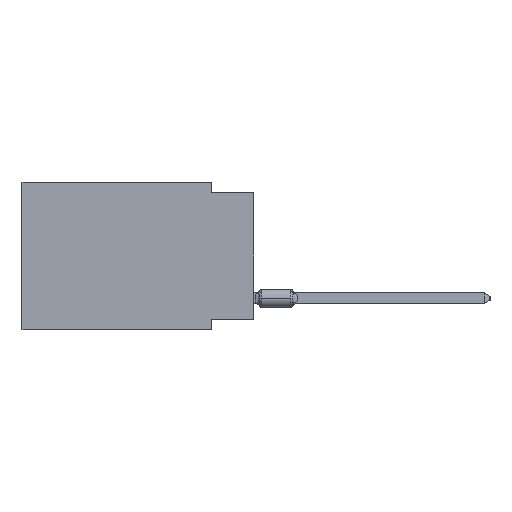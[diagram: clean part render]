
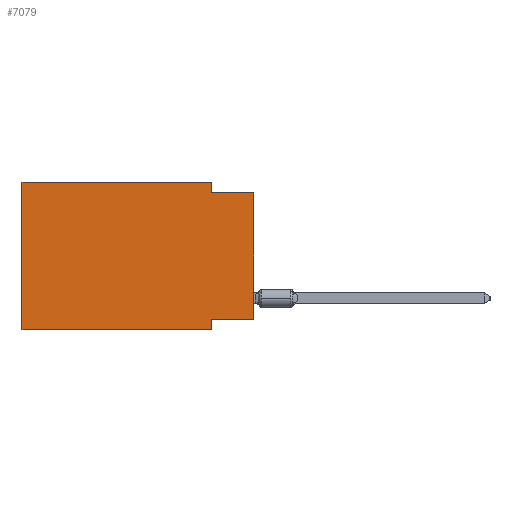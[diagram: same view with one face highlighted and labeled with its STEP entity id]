
A CAD part, left-side view. The second image highlights one B-rep face of the part: STEP entity #7079.
In plain terms, the highlighted planar face has unit normal (-1, 0, 0).
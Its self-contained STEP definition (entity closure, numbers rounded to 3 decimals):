
#2131 = ORIENTED_EDGE ( 'NONE', *, *, #49839, .T. ) ;
#2429 = VECTOR ( 'NONE', #26906, 1000. ) ;
#3921 = CARTESIAN_POINT ( 'NONE',  ( 0., 0., -0.635 ) ) ;
#5096 = CARTESIAN_POINT ( 'NONE',  ( 0., 2.54, -8.89 ) ) ;
#6357 = DIRECTION ( 'NONE',  ( 0., -1., 0. ) ) ;
#7036 = EDGE_CURVE ( 'NONE', #14799, #45876, #40354, .T. ) ;
#7079 = ADVANCED_FACE ( 'NONE', ( #81648 ), #22068, .F. ) ;
#7467 = LINE ( 'NONE', #33977, #85839 ) ;
#13511 = EDGE_CURVE ( 'NONE', #14855, #14799, #24394, .T. ) ;
#14799 = VERTEX_POINT ( 'NONE', #62784 ) ;
#14855 = VERTEX_POINT ( 'NONE', #58407 ) ;
#20809 = LINE ( 'NONE', #66044, #2429 ) ;
#21488 = VECTOR ( 'NONE', #6357, 1000. ) ;
#22068 = PLANE ( 'NONE',  #60587 ) ;
#22512 = CARTESIAN_POINT ( 'NONE',  ( 0., 2.54, -8.89 ) ) ;
#24136 = EDGE_CURVE ( 'NONE', #34955, #75498, #82107, .T. ) ;
#24394 = LINE ( 'NONE', #69226, #69239 ) ;
#26183 = ORIENTED_EDGE ( 'NONE', *, *, #31697, .T. ) ;
#26906 = DIRECTION ( 'NONE',  ( 0., 0., 1. ) ) ;
#27889 = ORIENTED_EDGE ( 'NONE', *, *, #53177, .F. ) ;
#31184 = DIRECTION ( 'NONE',  ( 0., 0., -1. ) ) ;
#31697 = EDGE_CURVE ( 'NONE', #47553, #55550, #20809, .T. ) ;
#32559 = EDGE_CURVE ( 'NONE', #47553, #34955, #7467, .T. ) ;
#33044 = EDGE_CURVE ( 'NONE', #45876, #55550, #56457, .T. ) ;
#33841 = ORIENTED_EDGE ( 'NONE', *, *, #7036, .F. ) ;
#33977 = CARTESIAN_POINT ( 'NONE',  ( 0., 0., -8.255 ) ) ;
#34385 = EDGE_LOOP ( 'NONE', ( #26183, #35293, #33841, #72078, #27889, #2131, #57231, #85828 ) ) ;
#34955 = VERTEX_POINT ( 'NONE', #75338 ) ;
#35293 = ORIENTED_EDGE ( 'NONE', *, *, #33044, .F. ) ;
#38617 = VECTOR ( 'NONE', #49492, 1000. ) ;
#40354 = LINE ( 'NONE', #68166, #59228 ) ;
#40506 = CARTESIAN_POINT ( 'NONE',  ( 0., 13.97, 0. ) ) ;
#41102 = CARTESIAN_POINT ( 'NONE',  ( 0., 0., -8.255 ) ) ;
#42271 = DIRECTION ( 'NONE',  ( 0., -1., 0. ) ) ;
#44712 = VERTEX_POINT ( 'NONE', #68774 ) ;
#45715 = VECTOR ( 'NONE', #74423, 1000. ) ;
#45876 = VERTEX_POINT ( 'NONE', #60982 ) ;
#47553 = VERTEX_POINT ( 'NONE', #41102 ) ;
#48320 = DIRECTION ( 'NONE',  ( 0., 1., 0. ) ) ;
#48590 = CARTESIAN_POINT ( 'NONE',  ( 0., 13.97, 0. ) ) ;
#49492 = DIRECTION ( 'NONE',  ( 0., -1., 0. ) ) ;
#49839 = EDGE_CURVE ( 'NONE', #44712, #75498, #60246, .T. ) ;
#53177 = EDGE_CURVE ( 'NONE', #44712, #14855, #73558, .T. ) ;
#55550 = VERTEX_POINT ( 'NONE', #3921 ) ;
#56457 = LINE ( 'NONE', #83412, #38617 ) ;
#57231 = ORIENTED_EDGE ( 'NONE', *, *, #24136, .F. ) ;
#58407 = CARTESIAN_POINT ( 'NONE',  ( 0., 13.97, 0. ) ) ;
#59228 = VECTOR ( 'NONE', #74261, 1000. ) ;
#60246 = LINE ( 'NONE', #79394, #21488 ) ;
#60587 = AXIS2_PLACEMENT_3D ( 'NONE', #48590, #80785, #75110 ) ;
#60982 = CARTESIAN_POINT ( 'NONE',  ( 0., 2.54, -0.635 ) ) ;
#62784 = CARTESIAN_POINT ( 'NONE',  ( 0., 2.54, 0. ) ) ;
#66044 = CARTESIAN_POINT ( 'NONE',  ( 0., 0., 0. ) ) ;
#68166 = CARTESIAN_POINT ( 'NONE',  ( 0., 2.54, 0. ) ) ;
#68774 = CARTESIAN_POINT ( 'NONE',  ( 0., 13.97, -8.89 ) ) ;
#69226 = CARTESIAN_POINT ( 'NONE',  ( 0., 13.97, 0. ) ) ;
#69239 = VECTOR ( 'NONE', #42271, 1000. ) ;
#72078 = ORIENTED_EDGE ( 'NONE', *, *, #13511, .F. ) ;
#73558 = LINE ( 'NONE', #40506, #45715 ) ;
#74261 = DIRECTION ( 'NONE',  ( 0., 0., -1. ) ) ;
#74423 = DIRECTION ( 'NONE',  ( 0., 0., 1. ) ) ;
#75110 = DIRECTION ( 'NONE',  ( 0., 0., -1. ) ) ;
#75338 = CARTESIAN_POINT ( 'NONE',  ( 0., 2.54, -8.255 ) ) ;
#75498 = VERTEX_POINT ( 'NONE', #5096 ) ;
#79394 = CARTESIAN_POINT ( 'NONE',  ( 0., 13.97, -8.89 ) ) ;
#80785 = DIRECTION ( 'NONE',  ( 1., 0., 0. ) ) ;
#81648 = FACE_OUTER_BOUND ( 'NONE', #34385, .T. ) ;
#82107 = LINE ( 'NONE', #22512, #83562 ) ;
#83412 = CARTESIAN_POINT ( 'NONE',  ( 0., 0., -0.635 ) ) ;
#83562 = VECTOR ( 'NONE', #31184, 1000. ) ;
#85828 = ORIENTED_EDGE ( 'NONE', *, *, #32559, .F. ) ;
#85839 = VECTOR ( 'NONE', #48320, 1000. ) ;
